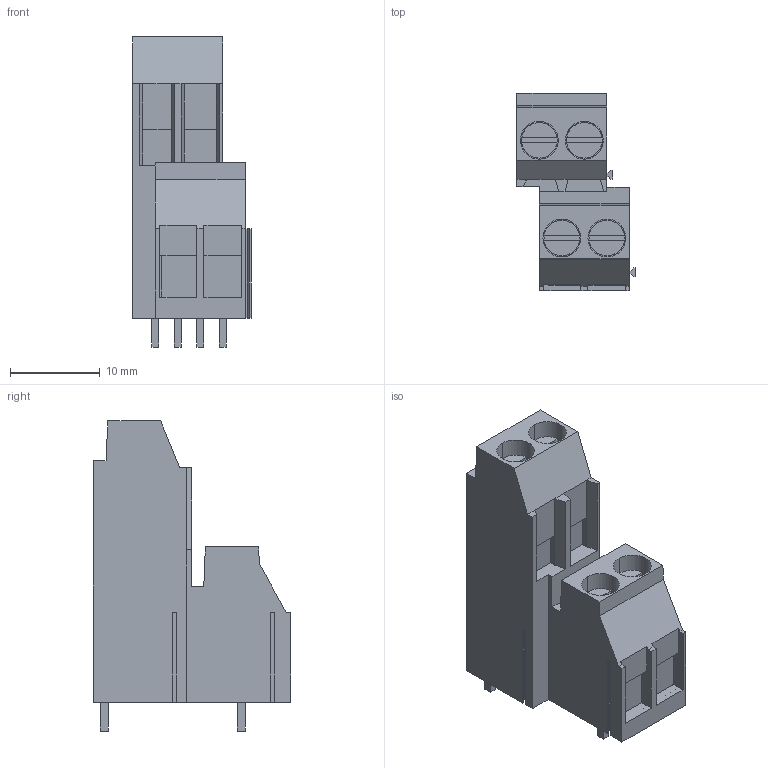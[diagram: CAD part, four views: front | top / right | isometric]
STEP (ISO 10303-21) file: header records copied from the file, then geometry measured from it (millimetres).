
FILE_DESCRIPTION(('CATIA V5 STEP','CAx-IF Rec.Pracs.--- Model Styling and Organization---1.4--- 2014-01-23'),'2;1');
FILE_NAME ('D1459532_1', '2024-03-18T13:06:55+00:00', ('none'), ('Weidmueller'), 'CATIA Version 5-6 Release 2016 SP3 HF44', 'CATIA V5 STEP AP214', 'none');
FILE_SCHEMA(('AUTOMOTIVE_DESIGN { 1 0 10303 214 1 1 1 1 }'));
Length unit declared in the file: millimetre
Products named in the file (1): 1934310000
Bounding box: 13.15 x 21.94 x 34.47 mm (x, y, z)
Volume: 4243.8 mm3; surface area: 3083.2 mm2
Topology: 9 solids, 9 shells, 262 faces, 735 edges, 496 vertices
Faces by surface type: plane 246, cylinder 16
Entity records: 8196 total; most frequent: CARTESIAN_POINT 1544, ORIENTED_EDGE 1470, DIRECTION 1177, EDGE_CURVE 735, VECTOR 669, LINE 669, VERTEX_POINT 496, AXIS2_PLACEMENT_3D 277
